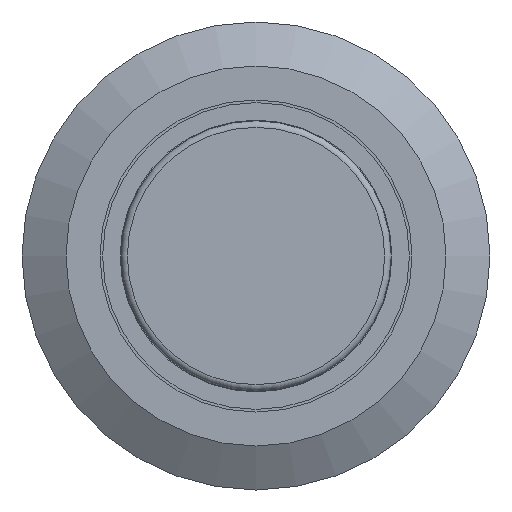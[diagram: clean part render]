
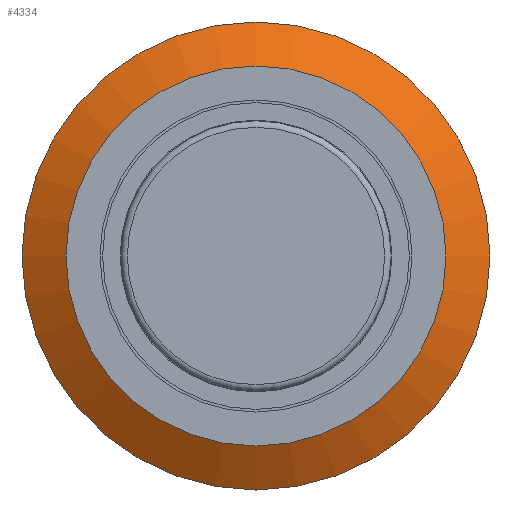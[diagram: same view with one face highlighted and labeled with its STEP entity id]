
A CAD part, left-side view. The second image highlights one B-rep face of the part: STEP entity #4334.
In plain terms, the highlighted conical face has half-angle 59.421 degrees and reference radius 25.4 mm.
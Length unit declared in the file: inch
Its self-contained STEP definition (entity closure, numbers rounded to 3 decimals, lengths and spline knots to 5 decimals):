
#4307=CARTESIAN_POINT('',(0.36185,0.0,0.0));
#4308=DIRECTION('',(1.0,0.0,0.0));
#4309=DIRECTION('',(0.0,0.0,1.0));
#4310=AXIS2_PLACEMENT_3D('',#4307,#4308,#4309);
#4311=CONICAL_SURFACE('',#4310,1.0,59.421);
#4312=CARTESIAN_POINT('',(-0.01969,0.35433,0.));
#4313=VERTEX_POINT('',#4312);
#4314=CARTESIAN_POINT('',(-0.01969,0.0,0.0));
#4315=DIRECTION('',(1.0,0.0,0.0));
#4316=DIRECTION('',(0.0,-1.0,0.0));
#4317=AXIS2_PLACEMENT_3D('',#4314,#4315,#4316);
#4318=CIRCLE('',#4317,0.35433);
#4319=EDGE_CURVE('',#4313,#4313,#4318,.T.);
#4320=ORIENTED_EDGE('',*,*,#4319,.F.);
#4321=EDGE_LOOP('',(#4320));
#4322=FACE_OUTER_BOUND('',#4321,.T.);
#4323=CARTESIAN_POINT('',(-0.05906,0.0,0.2877));
#4324=VERTEX_POINT('',#4323);
#4325=CARTESIAN_POINT('',(-0.05906,0.0,0.0));
#4326=DIRECTION('',(-1.0,0.0,0.0));
#4327=DIRECTION('',(0.0,0.0,1.0));
#4328=AXIS2_PLACEMENT_3D('',#4325,#4326,#4327);
#4329=CIRCLE('',#4328,0.2877);
#4330=EDGE_CURVE('',#4324,#4324,#4329,.T.);
#4331=ORIENTED_EDGE('',*,*,#4330,.F.);
#4332=EDGE_LOOP('',(#4331));
#4333=FACE_BOUND('',#4332,.T.);
#4334=ADVANCED_FACE('',(#4322,#4333),#4311,.T.);
